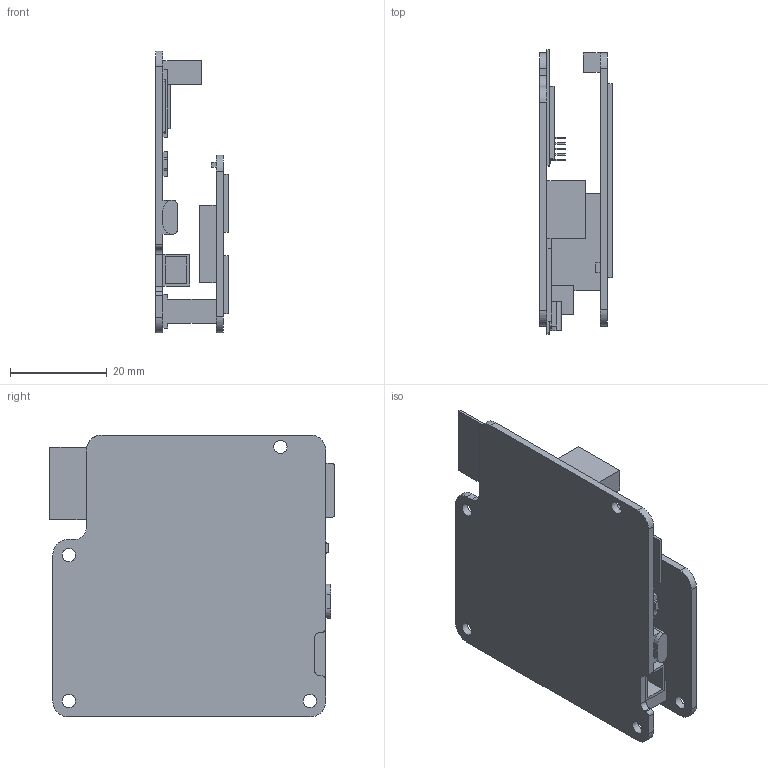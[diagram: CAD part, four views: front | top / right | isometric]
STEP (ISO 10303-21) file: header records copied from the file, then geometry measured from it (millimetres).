
FILE_DESCRIPTION(/* description */ (''),/* implementation_level */ '2;1');
FILE_NAME(/* name */ 'SCK_V2.step',/* time_stamp */ '2020-04-24T13:17:54+02:00',/* author */ (''),/* organization */ (''),/* preprocessor_version */ 'ST-DEVELOPER v18.1',/* originating_system */ 'Autodesk Translation Framework v9.2.0.1227',/* authorisation */ '');
FILE_SCHEMA (('AUTOMOTIVE_DESIGN { 1 0 10303 214 3 1 1 }'));
Length unit declared in the file: millimetre
Products named in the file (1): sck_gen_model
Bounding box: 15 x 58.71 x 58.19 mm (x, y, z)
Volume: 10944.1 mm3; surface area: 12965.8 mm2
Topology: 1 solids, 1 shells, 204 faces, 537 edges, 354 vertices
Faces by surface type: plane 172, cylinder 32
Full cylindrical faces by diameter (mm): 0.013 x3, 2.76 x6, 2.761 x1
Entity records: 6339 total; most frequent: CARTESIAN_POINT 1096, ORIENTED_EDGE 1074, DIRECTION 1016, EDGE_CURVE 537, LINE 468, VECTOR 468, VERTEX_POINT 354, AXIS2_PLACEMENT_3D 274
